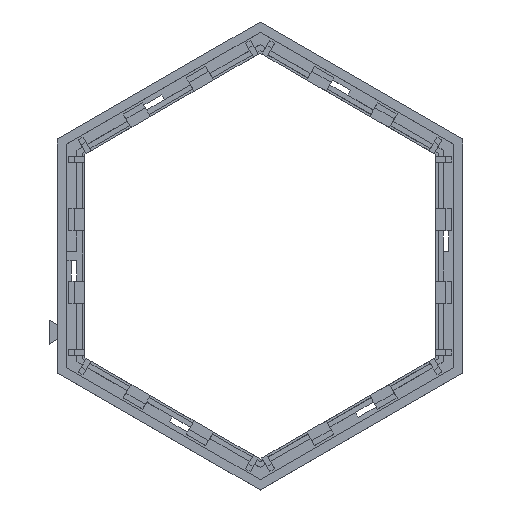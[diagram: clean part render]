
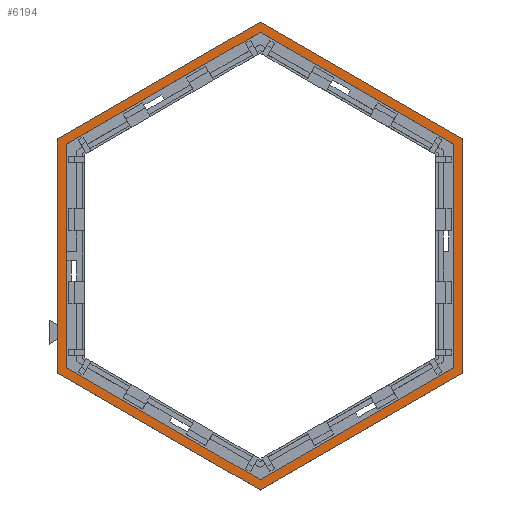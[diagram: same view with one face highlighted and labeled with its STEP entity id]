
A CAD part, top view. The second image highlights one B-rep face of the part: STEP entity #6194.
In plain terms, the highlighted planar face has unit normal (0, 0, 1).
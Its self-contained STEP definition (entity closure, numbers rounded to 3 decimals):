
#23=FACE_BOUND('',#578,.T.);
#292=FACE_OUTER_BOUND('',#577,.T.);
#577=EDGE_LOOP('',(#5520,#5521,#5522,#5523,#5524,#5525));
#578=EDGE_LOOP('',(#5526,#5527,#5528,#5529,#5530,#5531));
#608=LINE('',#7969,#1505);
#844=LINE('',#8427,#1741);
#1231=LINE('',#9188,#2128);
#1454=LINE('',#9603,#2351);
#1456=LINE('',#9607,#2353);
#1458=LINE('',#9610,#2355);
#1459=LINE('',#9613,#2356);
#1461=LINE('',#9616,#2358);
#1462=LINE('',#9618,#2359);
#1463=LINE('',#9620,#2360);
#1464=LINE('',#9622,#2361);
#1465=LINE('',#9623,#2362);
#1505=VECTOR('',#6506,10.);
#1741=VECTOR('',#6800,10.);
#2128=VECTOR('',#7397,10.);
#2351=VECTOR('',#7864,10.);
#2353=VECTOR('',#7868,10.);
#2355=VECTOR('',#7872,10.);
#2356=VECTOR('',#7875,10.);
#2358=VECTOR('',#7879,10.);
#2359=VECTOR('',#7882,10.);
#2360=VECTOR('',#7883,10.);
#2361=VECTOR('',#7884,10.);
#2362=VECTOR('',#7885,10.);
#2400=VERTEX_POINT('',#7963);
#2402=VERTEX_POINT('',#7967);
#2594=VERTEX_POINT('',#8424);
#2595=VERTEX_POINT('',#8426);
#2863=VERTEX_POINT('',#9185);
#2864=VERTEX_POINT('',#9187);
#2933=VERTEX_POINT('',#9600);
#2934=VERTEX_POINT('',#9602);
#2935=VERTEX_POINT('',#9606);
#2936=VERTEX_POINT('',#9612);
#2937=VERTEX_POINT('',#9619);
#2938=VERTEX_POINT('',#9621);
#2964=EDGE_CURVE('',#2400,#2402,#608,.T.);
#3200=EDGE_CURVE('',#2595,#2594,#844,.T.);
#3587=EDGE_CURVE('',#2864,#2863,#1231,.T.);
#3810=EDGE_CURVE('',#2934,#2933,#1454,.T.);
#3812=EDGE_CURVE('',#2935,#2934,#1456,.T.);
#3814=EDGE_CURVE('',#2594,#2935,#1458,.T.);
#3815=EDGE_CURVE('',#2936,#2595,#1459,.T.);
#3817=EDGE_CURVE('',#2933,#2936,#1461,.T.);
#3818=EDGE_CURVE('',#2863,#2400,#1462,.T.);
#3819=EDGE_CURVE('',#2402,#2937,#1463,.T.);
#3820=EDGE_CURVE('',#2937,#2938,#1464,.T.);
#3821=EDGE_CURVE('',#2938,#2864,#1465,.T.);
#5520=ORIENTED_EDGE('',*,*,#3818,.T.);
#5521=ORIENTED_EDGE('',*,*,#2964,.T.);
#5522=ORIENTED_EDGE('',*,*,#3819,.T.);
#5523=ORIENTED_EDGE('',*,*,#3820,.T.);
#5524=ORIENTED_EDGE('',*,*,#3821,.T.);
#5525=ORIENTED_EDGE('',*,*,#3587,.T.);
#5526=ORIENTED_EDGE('',*,*,#3817,.T.);
#5527=ORIENTED_EDGE('',*,*,#3815,.T.);
#5528=ORIENTED_EDGE('',*,*,#3200,.T.);
#5529=ORIENTED_EDGE('',*,*,#3814,.T.);
#5530=ORIENTED_EDGE('',*,*,#3812,.T.);
#5531=ORIENTED_EDGE('',*,*,#3810,.T.);
#5913=PLANE('',#6479);
#6194=ADVANCED_FACE('',(#292,#23),#5913,.T.);
#6479=AXIS2_PLACEMENT_3D('',#9617,#7880,#7881);
#6506=DIRECTION('',(0.866,0.5,0.));
#6800=DIRECTION('',(0.,1.,0.));
#7397=DIRECTION('',(0.,-1.,0.));
#7864=DIRECTION('',(0.,-1.,0.));
#7868=DIRECTION('',(0.866,-0.5,0.));
#7872=DIRECTION('',(0.866,0.5,0.));
#7875=DIRECTION('',(-0.866,0.5,0.));
#7879=DIRECTION('',(-0.866,-0.5,0.));
#7880=DIRECTION('center_axis',(0.,0.,1.));
#7881=DIRECTION('ref_axis',(1.,0.,0.));
#7882=DIRECTION('',(0.866,-0.5,0.));
#7883=DIRECTION('',(0.,1.,0.));
#7884=DIRECTION('',(-0.866,0.5,0.));
#7885=DIRECTION('',(-0.866,-0.5,0.));
#7963=CARTESIAN_POINT('',(0.,-104.619,15.));
#7967=CARTESIAN_POINT('',(90.603,-52.309,15.));
#7969=CARTESIAN_POINT('',(0.,-104.619,15.));
#8424=CARTESIAN_POINT('',(-86.603,50.,15.));
#8426=CARTESIAN_POINT('',(-86.603,-50.,15.));
#8427=CARTESIAN_POINT('',(-86.603,50.,15.));
#9185=CARTESIAN_POINT('',(-90.603,-52.309,15.));
#9187=CARTESIAN_POINT('',(-90.603,52.309,15.));
#9188=CARTESIAN_POINT('',(-90.603,52.309,15.));
#9600=CARTESIAN_POINT('',(86.603,-50.,15.));
#9602=CARTESIAN_POINT('',(86.603,50.,15.));
#9603=CARTESIAN_POINT('',(86.603,-50.,15.));
#9606=CARTESIAN_POINT('',(0.,100.,15.));
#9607=CARTESIAN_POINT('',(86.603,50.,15.));
#9610=CARTESIAN_POINT('',(0.,100.,15.));
#9612=CARTESIAN_POINT('',(0.,-100.,15.));
#9613=CARTESIAN_POINT('',(-86.603,-50.,15.));
#9616=CARTESIAN_POINT('',(0.,-100.,15.));
#9617=CARTESIAN_POINT('Origin',(0.,0.,
15.));
#9618=CARTESIAN_POINT('',(-90.603,-52.309,15.));
#9619=CARTESIAN_POINT('',(90.603,52.309,15.));
#9620=CARTESIAN_POINT('',(90.603,-52.309,15.));
#9621=CARTESIAN_POINT('',(0.,104.619,15.));
#9622=CARTESIAN_POINT('',(90.603,52.309,15.));
#9623=CARTESIAN_POINT('',(0.,104.619,15.));
